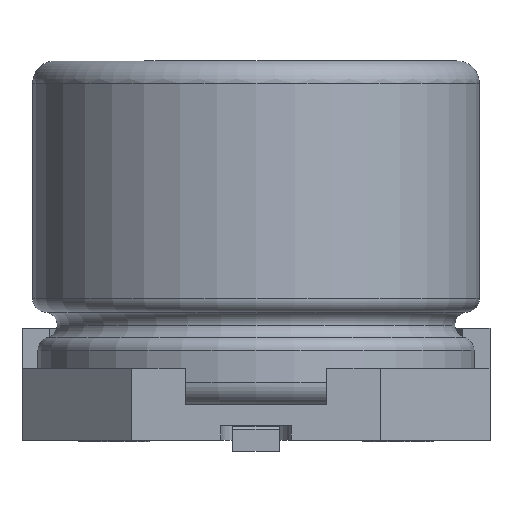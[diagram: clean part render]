
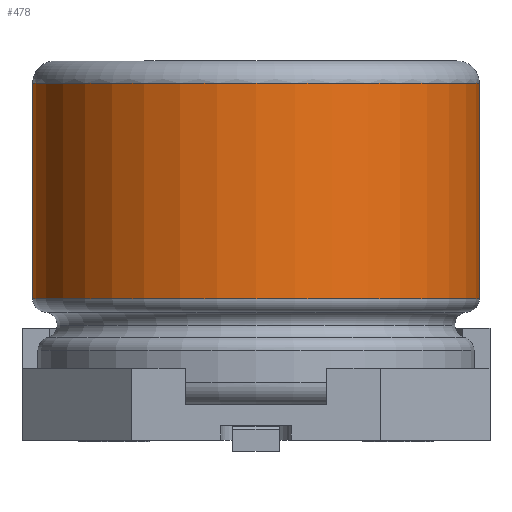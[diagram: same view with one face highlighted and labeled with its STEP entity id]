
A CAD part, front view. The second image highlights one B-rep face of the part: STEP entity #478.
In plain terms, the highlighted cylindrical face has radius 3.15 mm (diameter 6.3 mm), a full revolution.
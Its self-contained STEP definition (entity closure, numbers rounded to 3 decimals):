
#478 = ADVANCED_FACE( '', ( #1081, #1082 ), #1083, .T. );
#1081 = FACE_OUTER_BOUND( '', #1814, .T. );
#1082 = FACE_OUTER_BOUND( '', #1815, .T. );
#1083 = CYLINDRICAL_SURFACE( '', #1816, 3.15 );
#1814 = EDGE_LOOP( '', ( #3253 ) );
#1815 = EDGE_LOOP( '', ( #3254 ) );
#1816 = AXIS2_PLACEMENT_3D( '', #3255, #3256, #3257 );
#3253 = ORIENTED_EDGE( '', *, *, #4915, .T. );
#3254 = ORIENTED_EDGE( '', *, *, #4902, .T. );
#3255 = CARTESIAN_POINT( '', ( 0., 0., 9.9 ) );
#3256 = DIRECTION( '', ( 0., 0., -1. ) );
#3257 = DIRECTION( '', ( 1., 0., 0. ) );
#4902 = EDGE_CURVE( '', #5993, #5993, #5994, .T. );
#4915 = EDGE_CURVE( '', #6011, #6011, #6012, .T. );
#5993 = VERTEX_POINT( '', #7968 );
#5994 = CIRCLE( '', #7969, 3.15 );
#6011 = VERTEX_POINT( '', #7989 );
#6012 = CIRCLE( '', #7990, 3.15 );
#7968 = CARTESIAN_POINT( '', ( 3.15, 0., 1.499 ) );
#7969 = AXIS2_PLACEMENT_3D( '', #8859, #8860, #8861 );
#7989 = CARTESIAN_POINT( '', ( -3.15, 0., 4.535 ) );
#7990 = AXIS2_PLACEMENT_3D( '', #8877, #8878, #8879 );
#8859 = CARTESIAN_POINT( '', ( 0., 0., 1.499 ) );
#8860 = DIRECTION( '', ( 0., 0., 1. ) );
#8861 = DIRECTION( '', ( 1., 0., 0. ) );
#8877 = CARTESIAN_POINT( '', ( 0., 0., 4.535 ) );
#8878 = DIRECTION( '', ( 0., 0., -1. ) );
#8879 = DIRECTION( '', ( -1., 0., 0. ) );
